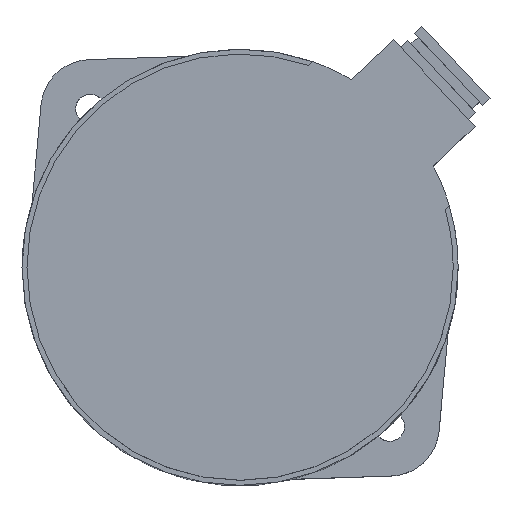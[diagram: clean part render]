
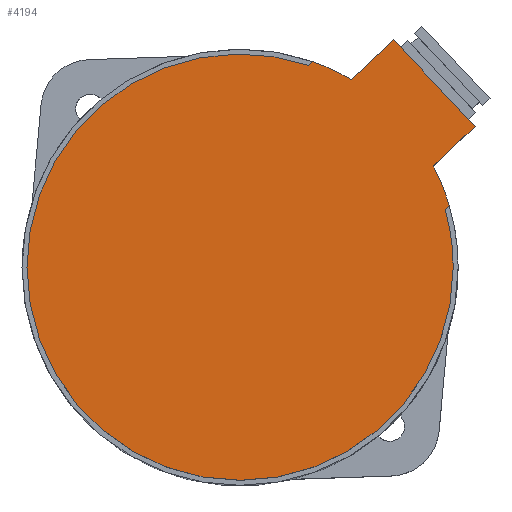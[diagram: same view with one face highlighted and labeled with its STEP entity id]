
A CAD part, top view. The second image highlights one B-rep face of the part: STEP entity #4194.
In plain terms, the highlighted planar face has unit normal (0, 0, 1).
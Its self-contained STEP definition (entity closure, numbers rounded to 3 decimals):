
#262 = VERTEX_POINT ( 'NONE', #3101 ) ;
#263 = VERTEX_POINT ( 'NONE', #3102 ) ;
#266 = VERTEX_POINT ( 'NONE', #3105 ) ;
#452 = VERTEX_POINT ( 'NONE', #3833 ) ;
#453 = VERTEX_POINT ( 'NONE', #3834 ) ;
#456 = VERTEX_POINT ( 'NONE', #3837 ) ;
#1040 = EDGE_LOOP ( 'NONE', ( #1275, #1273, #1274, #1271, #1272, #1269, #1270, #1268, #1267, #1265 ) ) ;
#1265 = ORIENTED_EDGE ( 'NONE', *, *, #5532, .F. ) ;
#1267 = ORIENTED_EDGE ( 'NONE', *, *, #5531, .F. ) ;
#1268 = ORIENTED_EDGE ( 'NONE', *, *, #5523, .T. ) ;
#1269 = ORIENTED_EDGE ( 'NONE', *, *, #8506, .T. ) ;
#1270 = ORIENTED_EDGE ( 'NONE', *, *, #5530, .T. ) ;
#1271 = ORIENTED_EDGE ( 'NONE', *, *, #5529, .T. ) ;
#1272 = ORIENTED_EDGE ( 'NONE', *, *, #5691, .T. ) ;
#1273 = ORIENTED_EDGE ( 'NONE', *, *, #5525, .T. ) ;
#1274 = ORIENTED_EDGE ( 'NONE', *, *, #5528, .T. ) ;
#1275 = ORIENTED_EDGE ( 'NONE', *, *, #5527, .T. ) ;
#2959 = CARTESIAN_POINT ( 'NONE',  ( 19.236, 8.902, 28. ) ) ;
#2965 = CARTESIAN_POINT ( 'NONE',  ( 13.62, 25.6, 28. ) ) ;
#3101 = CARTESIAN_POINT ( 'NONE',  ( 5.466, 23.407, 28. ) ) ;
#3102 = CARTESIAN_POINT ( 'NONE',  ( 9.363, 21.585, 28. ) ) ;
#3105 = CARTESIAN_POINT ( 'NONE',  ( 17.623, 12.88, 28. ) ) ;
#3469 = AXIS2_PLACEMENT_3D ( 'NONE', #5879, #5880, #5881 ) ;
#3833 = CARTESIAN_POINT ( 'NONE',  ( 19.639, 2.663, 28. ) ) ;
#3834 = CARTESIAN_POINT ( 'NONE',  ( 18.827, 8.517, 28. ) ) ;
#3837 = CARTESIAN_POINT ( 'NONE',  ( -23.361, 2.663, 28. ) ) ;
#4194 = ADVANCED_FACE ( 'NONE', ( #10696 ), #5878, .T. ) ;
#4430 = DIRECTION ( 'NONE',  ( 0.686, -0.727, 0. ) ) ;
#4805 = CARTESIAN_POINT ( 'NONE',  ( -1.861, 2.663, 28. ) ) ;
#4806 = DIRECTION ( 'NONE',  ( 0., 0., 1. ) ) ;
#4807 = DIRECTION ( 'NONE',  ( 1., 0., 0. ) ) ;
#4811 = CARTESIAN_POINT ( 'NONE',  ( -1.861, 2.663, 28. ) ) ;
#4812 = DIRECTION ( 'NONE',  ( 0., 0., 1. ) ) ;
#4813 = DIRECTION ( 'NONE',  ( 1., 0., 0. ) ) ;
#4817 = CARTESIAN_POINT ( 'NONE',  ( 13.62, 25.6, 28. ) ) ;
#4818 = DIRECTION ( 'NONE',  ( -0.727, -0.686, 0. ) ) ;
#4819 = CARTESIAN_POINT ( 'NONE',  ( 5.466, 23.407, 28. ) ) ;
#4820 = DIRECTION ( 'NONE',  ( -0.727, -0.686, 0. ) ) ;
#4821 = CARTESIAN_POINT ( 'NONE',  ( -1.861, 2.663, 28. ) ) ;
#4823 = DIRECTION ( 'NONE',  ( 0., 0., 1. ) ) ;
#4824 = DIRECTION ( 'NONE',  ( 1., 0., 0. ) ) ;
#4825 = CARTESIAN_POINT ( 'NONE',  ( 19.236, 8.902, 28. ) ) ;
#4826 = DIRECTION ( 'NONE',  ( 0.727, 0.686, 0. ) ) ;
#4827 = CARTESIAN_POINT ( 'NONE',  ( 21.854, 16.87, 28. ) ) ;
#4828 = DIRECTION ( 'NONE',  ( -0.727, -0.686, 0. ) ) ;
#4829 = CARTESIAN_POINT ( 'NONE',  ( 13.62, 25.6, 28. ) ) ;
#5523 = EDGE_CURVE ( 'NONE', #9454, #266, #11137, .T. ) ;
#5525 = EDGE_CURVE ( 'NONE', #263, #262, #11048, .T. ) ;
#5527 = EDGE_CURVE ( 'NONE', #9460, #263, #9732, .T. ) ;
#5528 = EDGE_CURVE ( 'NONE', #262, #9461, #9733, .T. ) ;
#5529 = EDGE_CURVE ( 'NONE', #9461, #456, #11090, .T. ) ;
#5530 = EDGE_CURVE ( 'NONE', #453, #9454, #9734, .T. ) ;
#5531 = EDGE_CURVE ( 'NONE', #9462, #266, #9735, .T. ) ;
#5532 = EDGE_CURVE ( 'NONE', #9460, #9462, #9736, .T. ) ;
#5691 = EDGE_CURVE ( 'NONE', #456, #452, #7588, .T. ) ;
#5878 = PLANE ( 'NONE',  #3469 ) ;
#5879 = CARTESIAN_POINT ( 'NONE',  ( -1.861, 2.663, 28. ) ) ;
#5880 = DIRECTION ( 'NONE',  ( 0., 0., 1. ) ) ;
#5881 = DIRECTION ( 'NONE',  ( 1., 0., 0. ) ) ;
#6601 = CIRCLE ( 'NONE', #6603, 21.5 ) ;
#6603 = AXIS2_PLACEMENT_3D ( 'NONE', #7047, #7048, #7049 ) ;
#7047 = CARTESIAN_POINT ( 'NONE',  ( -1.861, 2.663, 28. ) ) ;
#7048 = DIRECTION ( 'NONE',  ( 0., 0., 1. ) ) ;
#7049 = DIRECTION ( 'NONE',  ( 1., 0., 0. ) ) ;
#7577 = AXIS2_PLACEMENT_3D ( 'NONE', #9922, #9923, #9924 ) ;
#7588 = CIRCLE ( 'NONE', #7577, 21.5 ) ;
#8506 = EDGE_CURVE ( 'NONE', #452, #453, #6601, .T. ) ;
#8755 = CARTESIAN_POINT ( 'NONE',  ( 5.055, 23.02, 28. ) ) ;
#8756 = CARTESIAN_POINT ( 'NONE',  ( 21.854, 16.87, 28. ) ) ;
#9454 = VERTEX_POINT ( 'NONE', #2959 ) ;
#9460 = VERTEX_POINT ( 'NONE', #2965 ) ;
#9461 = VERTEX_POINT ( 'NONE', #8755 ) ;
#9462 = VERTEX_POINT ( 'NONE', #8756 ) ;
#9732 = LINE ( 'NONE', #4817, #11036 ) ;
#9733 = LINE ( 'NONE', #4819, #11034 ) ;
#9734 = LINE ( 'NONE', #4825, #11032 ) ;
#9735 = LINE ( 'NONE', #4827, #11030 ) ;
#9736 = LINE ( 'NONE', #4829, #11028 ) ;
#9922 = CARTESIAN_POINT ( 'NONE',  ( -1.861, 2.663, 28. ) ) ;
#9923 = DIRECTION ( 'NONE',  ( 0., 0., 1. ) ) ;
#9924 = DIRECTION ( 'NONE',  ( 1., 0., 0. ) ) ;
#10696 = FACE_OUTER_BOUND ( 'NONE', #1040, .T. ) ;
#11028 = VECTOR ( 'NONE', #4430, 1000. ) ;
#11030 = VECTOR ( 'NONE', #4828, 1000. ) ;
#11032 = VECTOR ( 'NONE', #4826, 1000. ) ;
#11033 = AXIS2_PLACEMENT_3D ( 'NONE', #4821, #4823, #4824 ) ;
#11034 = VECTOR ( 'NONE', #4820, 1000. ) ;
#11036 = VECTOR ( 'NONE', #4818, 1000. ) ;
#11039 = AXIS2_PLACEMENT_3D ( 'NONE', #4811, #4812, #4813 ) ;
#11046 = AXIS2_PLACEMENT_3D ( 'NONE', #4805, #4806, #4807 ) ;
#11048 = CIRCLE ( 'NONE', #11039, 22. ) ;
#11090 = CIRCLE ( 'NONE', #11033, 21.5 ) ;
#11137 = CIRCLE ( 'NONE', #11046, 22. ) ;
